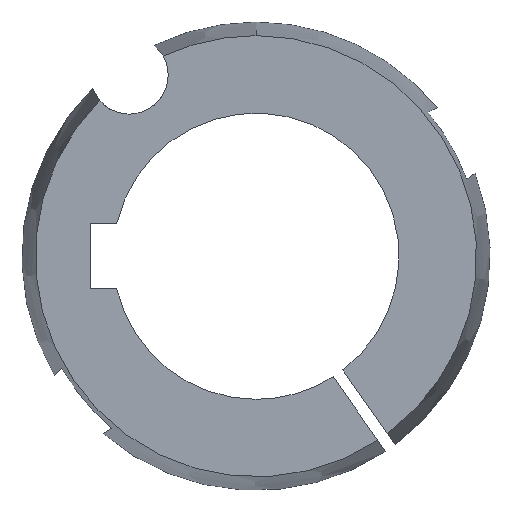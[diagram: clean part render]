
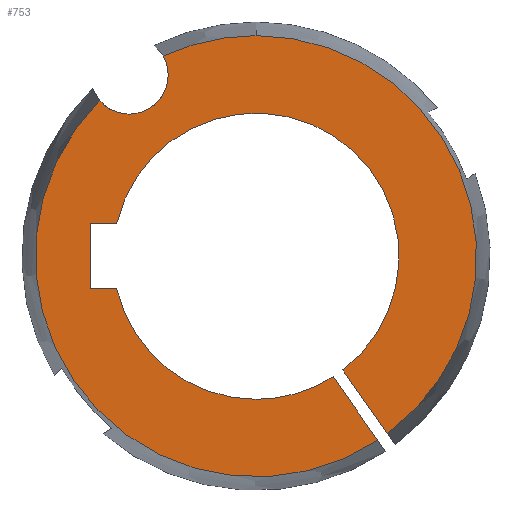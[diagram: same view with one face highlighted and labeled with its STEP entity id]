
A CAD part, left-side view. The second image highlights one B-rep face of the part: STEP entity #753.
In plain terms, the highlighted planar face has unit normal (-1, 0, 0).
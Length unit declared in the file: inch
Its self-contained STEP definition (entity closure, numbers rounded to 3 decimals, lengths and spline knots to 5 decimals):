
#9 = AXIS2_PLACEMENT_3D ( 'NONE', #799, #371, #868 ) ;
#13 = VERTEX_POINT ( 'NONE', #781 ) ;
#31 = DIRECTION ( 'NONE',  ( 1., 0., 0. ) ) ;
#40 = PLANE ( 'NONE',  #470 ) ;
#42 = LINE ( 'NONE', #862, #462 ) ;
#43 = VERTEX_POINT ( 'NONE', #120 ) ;
#50 = DIRECTION ( 'NONE',  ( 0., 0.574, 0.819 ) ) ;
#55 = FACE_OUTER_BOUND ( 'NONE', #439, .T. ) ;
#61 = CARTESIAN_POINT ( 'NONE',  ( -1., 0.48412, -0.15625 ) ) ;
#64 = CARTESIAN_POINT ( 'NONE',  ( -1., 0.60942, 0.68285 ) ) ;
#68 = CARTESIAN_POINT ( 'NONE',  ( -1., 0., -0.6875 ) ) ;
#77 = ORIENTED_EDGE ( 'NONE', *, *, #267, .F. ) ;
#101 = DIRECTION ( 'NONE',  ( 1., 0., 0. ) ) ;
#109 = AXIS2_PLACEMENT_3D ( 'NONE', #402, #31, #483 ) ;
#115 = EDGE_CURVE ( 'NONE', #217, #796, #598, .T. ) ;
#120 = CARTESIAN_POINT ( 'NONE',  ( -1., -0.41704, -0.54656 ) ) ;
#121 = CARTESIAN_POINT ( 'NONE',  ( -1., 0.60942, 0.87035 ) ) ;
#124 = CARTESIAN_POINT ( 'NONE',  ( -1., 0.79662, -0.15625 ) ) ;
#132 = VERTEX_POINT ( 'NONE', #681 ) ;
#150 = VERTEX_POINT ( 'NONE', #751 ) ;
#163 = EDGE_CURVE ( 'NONE', #150, #225, #746, .T. ) ;
#174 = DIRECTION ( 'NONE',  ( 0., -1., 0. ) ) ;
#184 = LINE ( 'NONE', #61, #281 ) ;
#186 = ORIENTED_EDGE ( 'NONE', *, *, #245, .T. ) ;
#193 = DIRECTION ( 'NONE',  ( 0., 0., -1. ) ) ;
#196 = EDGE_CURVE ( 'NONE', #796, #383, #717, .T. ) ;
#198 = VERTEX_POINT ( 'NONE', #648 ) ;
#217 = VERTEX_POINT ( 'NONE', #795 ) ;
#222 = EDGE_CURVE ( 'NONE', #43, #330, #670, .T. ) ;
#225 = VERTEX_POINT ( 'NONE', #64 ) ;
#233 = CIRCLE ( 'NONE', #606, 1.05997 ) ;
#238 = VERTEX_POINT ( 'NONE', #444 ) ;
#245 = EDGE_CURVE ( 'NONE', #238, #43, #854, .T. ) ;
#260 = CARTESIAN_POINT ( 'NONE',  ( -1., 0., 0. ) ) ;
#261 = DIRECTION ( 'NONE',  ( -1., 0., 0. ) ) ;
#264 = LINE ( 'NONE', #495, #789 ) ;
#267 = EDGE_CURVE ( 'NONE', #198, #698, #42, .T. ) ;
#272 = CARTESIAN_POINT ( 'NONE',  ( -1., 0.07507, 0.15625 ) ) ;
#281 = VECTOR ( 'NONE', #728, 39.37008 ) ;
#287 = AXIS2_PLACEMENT_3D ( 'NONE', #718, #298, #785 ) ;
#291 = EDGE_CURVE ( 'NONE', #132, #698, #184, .T. ) ;
#298 = DIRECTION ( 'NONE',  ( -1., 0., 0. ) ) ;
#300 = DIRECTION ( 'NONE',  ( 0., -0.574, -0.819 ) ) ;
#303 = ORIENTED_EDGE ( 'NONE', *, *, #196, .T. ) ;
#313 = CARTESIAN_POINT ( 'NONE',  ( -1., 0., 0. ) ) ;
#319 = DIRECTION ( 'NONE',  ( 0., 0., -1. ) ) ;
#322 = EDGE_CURVE ( 'NONE', #330, #13, #611, .T. ) ;
#330 = VERTEX_POINT ( 'NONE', #649 ) ;
#354 = VERTEX_POINT ( 'NONE', #656 ) ;
#364 = CARTESIAN_POINT ( 'NONE',  ( -1., 0., 0. ) ) ;
#371 = DIRECTION ( 'NONE',  ( 1., 0., 0. ) ) ;
#377 = DIRECTION ( 'NONE',  ( 0., 0., -1. ) ) ;
#383 = VERTEX_POINT ( 'NONE', #68 ) ;
#387 = CIRCLE ( 'NONE', #9, 0.6875 ) ;
#402 = CARTESIAN_POINT ( 'NONE',  ( -1., 0.60942, 0.87035 ) ) ;
#404 = EDGE_CURVE ( 'NONE', #13, #150, #233, .T. ) ;
#411 = CIRCLE ( 'NONE', #109, 0.1875 ) ;
#416 = ORIENTED_EDGE ( 'NONE', *, *, #115, .T. ) ;
#430 = ORIENTED_EDGE ( 'NONE', *, *, #404, .T. ) ;
#438 = ORIENTED_EDGE ( 'NONE', *, *, #712, .T. ) ;
#439 = EDGE_LOOP ( 'NONE', ( #742, #430, #530, #653, #569, #416, #303, #438, #465, #77, #492, #186, #552 ) ) ;
#441 = DIRECTION ( 'NONE',  ( 0., 0., -1. ) ) ;
#442 = DIRECTION ( 'NONE',  ( 0., 0., -1. ) ) ;
#444 = CARTESIAN_POINT ( 'NONE',  ( -1., 0.66951, 0.15625 ) ) ;
#462 = VECTOR ( 'NONE', #442, 39.37008 ) ;
#465 = ORIENTED_EDGE ( 'NONE', *, *, #291, .T. ) ;
#470 = AXIS2_PLACEMENT_3D ( 'NONE', #490, #101, #556 ) ;
#483 = DIRECTION ( 'NONE',  ( 0., 0., -1. ) ) ;
#490 = CARTESIAN_POINT ( 'NONE',  ( -1., 0., 0. ) ) ;
#492 = ORIENTED_EDGE ( 'NONE', *, *, #793, .T. ) ;
#495 = CARTESIAN_POINT ( 'NONE',  ( -1., 0.48412, 0.15625 ) ) ;
#501 = AXIS2_PLACEMENT_3D ( 'NONE', #669, #261, #741 ) ;
#521 = EDGE_CURVE ( 'NONE', #225, #354, #411, .T. ) ;
#530 = ORIENTED_EDGE ( 'NONE', *, *, #163, .T. ) ;
#545 = VECTOR ( 'NONE', #50, 39.37008 ) ;
#552 = ORIENTED_EDGE ( 'NONE', *, *, #222, .T. ) ;
#556 = DIRECTION ( 'NONE',  ( 0., 0., -1. ) ) ;
#569 = ORIENTED_EDGE ( 'NONE', *, *, #650, .T. ) ;
#572 = CIRCLE ( 'NONE', #501, 1.05997 ) ;
#574 = DIRECTION ( 'NONE',  ( 1., 0., 0. ) ) ;
#579 = AXIS2_PLACEMENT_3D ( 'NONE', #121, #574, #193 ) ;
#598 = LINE ( 'NONE', #639, #545 ) ;
#606 = AXIS2_PLACEMENT_3D ( 'NONE', #313, #806, #377 ) ;
#611 = CIRCLE ( 'NONE', #287, 1.05997 ) ;
#628 = CARTESIAN_POINT ( 'NONE',  ( -1., -0.37097, -0.57883 ) ) ;
#639 = CARTESIAN_POINT ( 'NONE',  ( -1., -0.62203, -0.93739 ) ) ;
#648 = CARTESIAN_POINT ( 'NONE',  ( -1., 0.79662, 0.15625 ) ) ;
#649 = CARTESIAN_POINT ( 'NONE',  ( -1., -0.6308, -0.85184 ) ) ;
#650 = EDGE_CURVE ( 'NONE', #354, #217, #572, .T. ) ;
#653 = ORIENTED_EDGE ( 'NONE', *, *, #521, .T. ) ;
#656 = CARTESIAN_POINT ( 'NONE',  ( -1., 0.75128, 0.74774 ) ) ;
#669 = CARTESIAN_POINT ( 'NONE',  ( -1., 0., 0. ) ) ;
#670 = LINE ( 'NONE', #272, #748 ) ;
#678 = AXIS2_PLACEMENT_3D ( 'NONE', #364, #861, #441 ) ;
#681 = CARTESIAN_POINT ( 'NONE',  ( -1., 0.66951, -0.15625 ) ) ;
#698 = VERTEX_POINT ( 'NONE', #124 ) ;
#712 = EDGE_CURVE ( 'NONE', #383, #132, #387, .T. ) ;
#717 = CIRCLE ( 'NONE', #678, 0.6875 ) ;
#718 = CARTESIAN_POINT ( 'NONE',  ( -1., 0., 0. ) ) ;
#724 = AXIS2_PLACEMENT_3D ( 'NONE', #260, #737, #319 ) ;
#728 = DIRECTION ( 'NONE',  ( 0., 1., 0. ) ) ;
#737 = DIRECTION ( 'NONE',  ( 1., 0., 0. ) ) ;
#741 = DIRECTION ( 'NONE',  ( 0., 0., -1. ) ) ;
#742 = ORIENTED_EDGE ( 'NONE', *, *, #322, .T. ) ;
#746 = CIRCLE ( 'NONE', #579, 0.1875 ) ;
#748 = VECTOR ( 'NONE', #300, 39.37008 ) ;
#751 = CARTESIAN_POINT ( 'NONE',  ( -1., 0.44569, 0.96171 ) ) ;
#753 = ADVANCED_FACE ( 'NONE', ( #55 ), #40, .F. ) ;
#781 = CARTESIAN_POINT ( 'NONE',  ( -1., 0., 1.05997 ) ) ;
#785 = DIRECTION ( 'NONE',  ( 0., 0., -1. ) ) ;
#789 = VECTOR ( 'NONE', #174, 39.37008 ) ;
#793 = EDGE_CURVE ( 'NONE', #198, #238, #264, .T. ) ;
#795 = CARTESIAN_POINT ( 'NONE',  ( -1., -0.58472, -0.8841 ) ) ;
#796 = VERTEX_POINT ( 'NONE', #628 ) ;
#799 = CARTESIAN_POINT ( 'NONE',  ( -1., 0., 0. ) ) ;
#806 = DIRECTION ( 'NONE',  ( -1., 0., 0. ) ) ;
#854 = CIRCLE ( 'NONE', #724, 0.6875 ) ;
#861 = DIRECTION ( 'NONE',  ( 1., 0., 0. ) ) ;
#862 = CARTESIAN_POINT ( 'NONE',  ( -1., 0.79662, 0.15625 ) ) ;
#868 = DIRECTION ( 'NONE',  ( 0., 0., -1. ) ) ;
